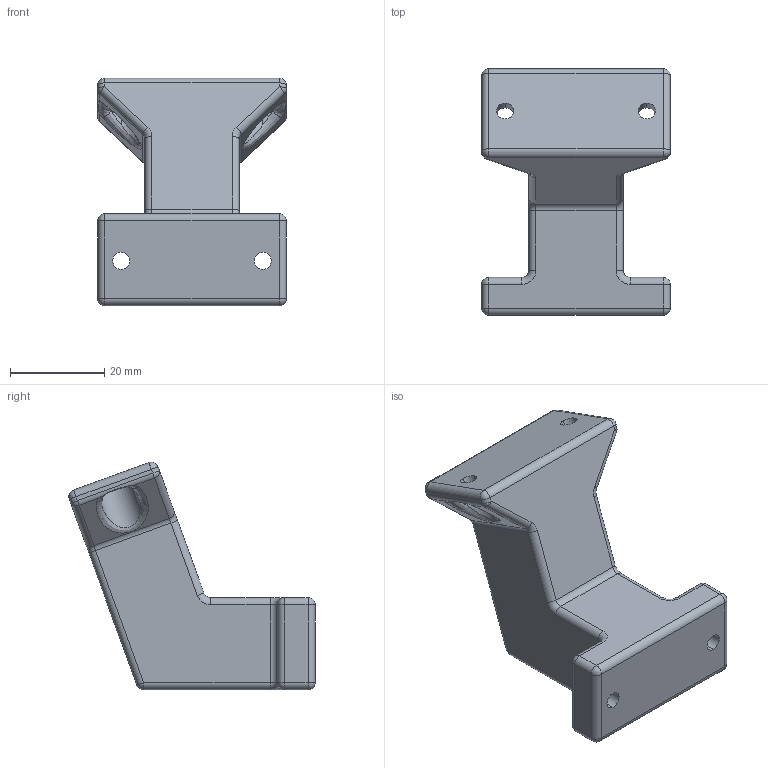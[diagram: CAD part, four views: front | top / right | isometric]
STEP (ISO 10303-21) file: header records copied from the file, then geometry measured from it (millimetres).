
FILE_DESCRIPTION (( 'STEP AP214' ), '1' );
FILE_NAME ('screen stand.STEP', '2025-08-21T21:00:17', ( '' ), ( '' ), 'SwSTEP 2.0', 'SolidWorks 2024', '' );
FILE_SCHEMA (( 'AUTOMOTIVE_DESIGN' ));
Length unit declared in the file: millimetre
Products named in the file (1): screen stand
Bounding box: 40 x 52.18 x 48.21 mm (x, y, z)
Volume: 32122.7 mm3; surface area: 8119.7 mm2
Topology: 1 solids, 1 shells, 112 faces, 262 edges, 138 vertices
Faces by surface type: cylinder 60, plane 20, sphere 18, torus 10, bspline 4
Entity records: 3479 total; most frequent: CARTESIAN_POINT 953, DIRECTION 580, ORIENTED_EDGE 492, EDGE_CURVE 246, AXIS2_PLACEMENT_3D 239, VERTEX_POINT 138, CIRCLE 130, EDGE_LOOP 122
